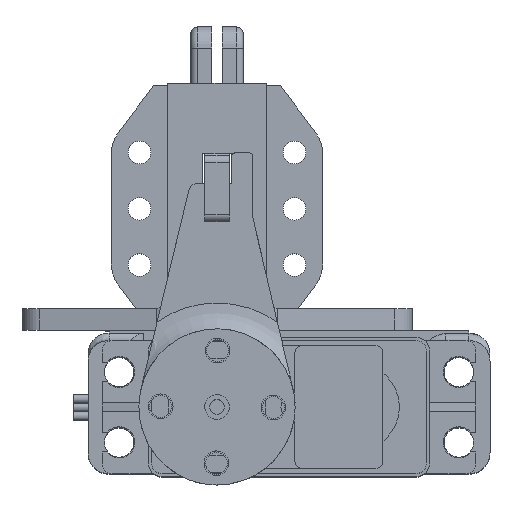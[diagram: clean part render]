
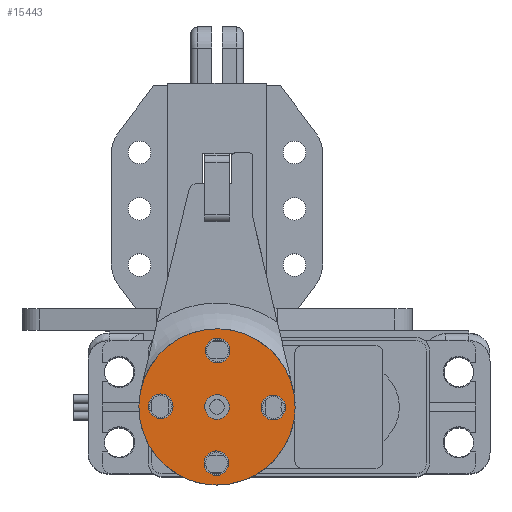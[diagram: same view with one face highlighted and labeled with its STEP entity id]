
A CAD part, top view. The second image highlights one B-rep face of the part: STEP entity #15443.
In plain terms, the highlighted face is planar.
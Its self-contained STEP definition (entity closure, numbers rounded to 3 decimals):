
#447=FACE_BOUND('',#2799,.T.);
#448=FACE_BOUND('',#2800,.T.);
#449=FACE_BOUND('',#2801,.T.);
#450=FACE_BOUND('',#2802,.T.);
#451=FACE_BOUND('',#2803,.T.);
#850=CIRCLE('',#16668,1.75);
#857=CIRCLE('',#16678,1.75);
#859=CIRCLE('',#16681,1.75);
#861=CIRCLE('',#16684,1.75);
#863=CIRCLE('',#16687,1.75);
#865=CIRCLE('',#16690,11.1);
#1906=FACE_OUTER_BOUND('',#2798,.T.);
#2798=EDGE_LOOP('',(#13433));
#2799=EDGE_LOOP('',(#13434));
#2800=EDGE_LOOP('',(#13435));
#2801=EDGE_LOOP('',(#13436));
#2802=EDGE_LOOP('',(#13437));
#2803=EDGE_LOOP('',(#13438));
#7411=VERTEX_POINT('',#24877);
#7418=VERTEX_POINT('',#24897);
#7420=VERTEX_POINT('',#24903);
#7422=VERTEX_POINT('',#24909);
#7424=VERTEX_POINT('',#24915);
#7426=VERTEX_POINT('',#24921);
#9453=EDGE_CURVE('',#7411,#7411,#850,.T.);
#9464=EDGE_CURVE('',#7418,#7418,#857,.T.);
#9467=EDGE_CURVE('',#7420,#7420,#859,.T.);
#9470=EDGE_CURVE('',#7422,#7422,#861,.T.);
#9473=EDGE_CURVE('',#7424,#7424,#863,.T.);
#9476=EDGE_CURVE('',#7426,#7426,#865,.T.);
#13433=ORIENTED_EDGE('',*,*,#9476,.T.);
#13434=ORIENTED_EDGE('',*,*,#9453,.T.);
#13435=ORIENTED_EDGE('',*,*,#9464,.F.);
#13436=ORIENTED_EDGE('',*,*,#9467,.F.);
#13437=ORIENTED_EDGE('',*,*,#9470,.F.);
#13438=ORIENTED_EDGE('',*,*,#9473,.F.);
#14737=PLANE('',#16692);
#15443=ADVANCED_FACE('',(#1906,#447,#448,#449,#450,#451),#14737,.T.);
#16668=AXIS2_PLACEMENT_3D('',#24878,#20379,#20380);
#16678=AXIS2_PLACEMENT_3D('',#24899,#20403,#20404);
#16681=AXIS2_PLACEMENT_3D('',#24905,#20410,#20411);
#16684=AXIS2_PLACEMENT_3D('',#24911,#20417,#20418);
#16687=AXIS2_PLACEMENT_3D('',#24917,#20424,#20425);
#16690=AXIS2_PLACEMENT_3D('',#24923,#20431,#20432);
#16692=AXIS2_PLACEMENT_3D('',#24925,#20435,#20436);
#20379=DIRECTION('center_axis',(0.,0.,1.));
#20380=DIRECTION('ref_axis',(0.011,-1.,0.));
#20403=DIRECTION('center_axis',(0.,0.,-1.));
#20404=DIRECTION('ref_axis',(-0.011,1.,0.));
#20410=DIRECTION('center_axis',(0.,0.,-1.));
#20411=DIRECTION('ref_axis',(-0.011,1.,0.));
#20417=DIRECTION('center_axis',(0.,0.,-1.));
#20418=DIRECTION('ref_axis',(-0.011,1.,0.));
#20424=DIRECTION('center_axis',(0.,0.,-1.));
#20425=DIRECTION('ref_axis',(-0.011,1.,0.));
#20431=DIRECTION('center_axis',(0.,0.,-1.));
#20432=DIRECTION('ref_axis',(-0.011,1.,0.));
#20435=DIRECTION('center_axis',(0.,0.,-1.));
#20436=DIRECTION('ref_axis',(-0.011,1.,0.));
#24877=CARTESIAN_POINT('',(10.206,1.75,-11.494));
#24878=CARTESIAN_POINT('Origin',(10.225,0.,-11.494));
#24897=CARTESIAN_POINT('',(2.245,-1.838,-11.494));
#24899=CARTESIAN_POINT('Origin',(2.225,-0.088,-11.494));
#24903=CARTESIAN_POINT('',(10.156,6.25,-11.494));
#24905=CARTESIAN_POINT('Origin',(10.137,8.,-11.494));
#24909=CARTESIAN_POINT('',(18.244,-1.661,-11.494));
#24911=CARTESIAN_POINT('Origin',(18.225,0.088,-11.494));
#24915=CARTESIAN_POINT('',(10.333,-9.749,-11.494));
#24917=CARTESIAN_POINT('Origin',(10.313,-8.,-11.494));
#24921=CARTESIAN_POINT('',(10.102,11.099,-11.494));
#24923=CARTESIAN_POINT('Origin',(10.225,0.,-11.494));
#24925=CARTESIAN_POINT('Origin',(10.225,0.,-11.494));
